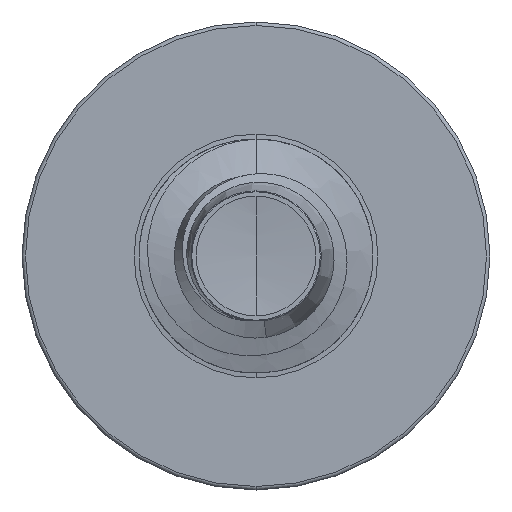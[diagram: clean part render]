
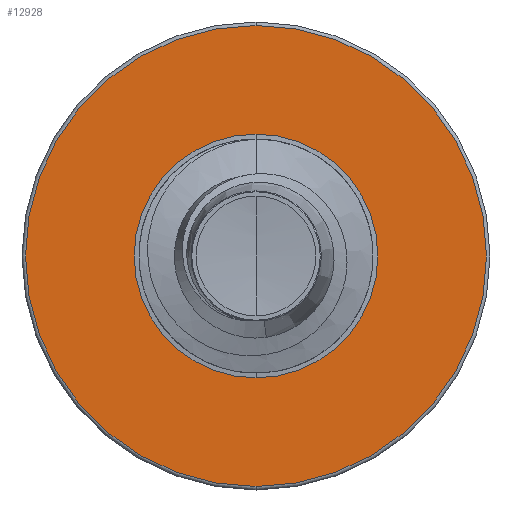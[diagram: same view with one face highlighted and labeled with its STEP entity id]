
A CAD part, front view. The second image highlights one B-rep face of the part: STEP entity #12928.
In plain terms, the highlighted planar face has unit normal (0, -1, 0).
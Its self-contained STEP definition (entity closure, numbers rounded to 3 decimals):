
#1370 = CIRCLE ( 'NONE', #10266, 2.955 ) ;
#1521 = FACE_BOUND ( 'NONE', #10070, .T. ) ;
#1706 = ORIENTED_EDGE ( 'NONE', *, *, #2096, .F. ) ;
#2096 = EDGE_CURVE ( 'NONE', #7383, #3397, #1370, .T. ) ;
#2102 = DIRECTION ( 'NONE',  ( 0., 0., 1. ) ) ;
#2109 = DIRECTION ( 'NONE',  ( 0., 1., 0. ) ) ;
#2112 = CARTESIAN_POINT ( 'NONE',  ( 0., 7., 0. ) ) ;
#3397 = VERTEX_POINT ( 'NONE', #5976 ) ;
#3578 = DIRECTION ( 'NONE',  ( 0., 1., 0. ) ) ;
#3615 = ORIENTED_EDGE ( 'NONE', *, *, #9159, .F. ) ;
#4486 = CARTESIAN_POINT ( 'NONE',  ( 0., 7., 1.562 ) ) ;
#4607 = CIRCLE ( 'NONE', #11739, 1.562 ) ;
#5292 = CARTESIAN_POINT ( 'NONE',  ( 0., 7., 0. ) ) ;
#5652 = AXIS2_PLACEMENT_3D ( 'NONE', #12638, #12610, #12604 ) ;
#5976 = CARTESIAN_POINT ( 'NONE',  ( 0., 7., -2.955 ) ) ;
#6162 = DIRECTION ( 'NONE',  ( 0., 0., 1. ) ) ;
#7201 = EDGE_CURVE ( 'NONE', #9912, #8749, #10297, .T. ) ;
#7331 = CIRCLE ( 'NONE', #12352, 2.955 ) ;
#7383 = VERTEX_POINT ( 'NONE', #8337 ) ;
#7761 = CARTESIAN_POINT ( 'NONE',  ( 0., 7., -1.562 ) ) ;
#7812 = DIRECTION ( 'NONE',  ( 0., 0., 1. ) ) ;
#7823 = DIRECTION ( 'NONE',  ( 0., 1., 0. ) ) ;
#7832 = CARTESIAN_POINT ( 'NONE',  ( 0., 7., 0. ) ) ;
#8337 = CARTESIAN_POINT ( 'NONE',  ( 0., 7., 2.955 ) ) ;
#8611 = DIRECTION ( 'NONE',  ( 0., 0., 1. ) ) ;
#8618 = DIRECTION ( 'NONE',  ( 0., 1., 0. ) ) ;
#8629 = CARTESIAN_POINT ( 'NONE',  ( 0., 7., 0. ) ) ;
#8660 = AXIS2_PLACEMENT_3D ( 'NONE', #8629, #8618, #8611 ) ;
#8749 = VERTEX_POINT ( 'NONE', #4486 ) ;
#9159 = EDGE_CURVE ( 'NONE', #3397, #7383, #7331, .T. ) ;
#9355 = EDGE_LOOP ( 'NONE', ( #1706, #3615 ) ) ;
#9789 = EDGE_CURVE ( 'NONE', #8749, #9912, #4607, .T. ) ;
#9912 = VERTEX_POINT ( 'NONE', #7761 ) ;
#10070 = EDGE_LOOP ( 'NONE', ( #13295, #10827 ) ) ;
#10266 = AXIS2_PLACEMENT_3D ( 'NONE', #5292, #3578, #6162 ) ;
#10297 = CIRCLE ( 'NONE', #8660, 1.562 ) ;
#10743 = FACE_OUTER_BOUND ( 'NONE', #9355, .T. ) ;
#10827 = ORIENTED_EDGE ( 'NONE', *, *, #7201, .T. ) ;
#11739 = AXIS2_PLACEMENT_3D ( 'NONE', #7832, #7823, #7812 ) ;
#12352 = AXIS2_PLACEMENT_3D ( 'NONE', #2112, #2109, #2102 ) ;
#12604 = DIRECTION ( 'NONE',  ( 0., 0., 1. ) ) ;
#12610 = DIRECTION ( 'NONE',  ( 0., 1., 0. ) ) ;
#12638 = CARTESIAN_POINT ( 'NONE',  ( 0., 7., -1.562 ) ) ;
#12674 = PLANE ( 'NONE',  #5652 ) ;
#12928 = ADVANCED_FACE ( 'NONE', ( #10743, #1521 ), #12674, .F. ) ;
#13295 = ORIENTED_EDGE ( 'NONE', *, *, #9789, .T. ) ;
